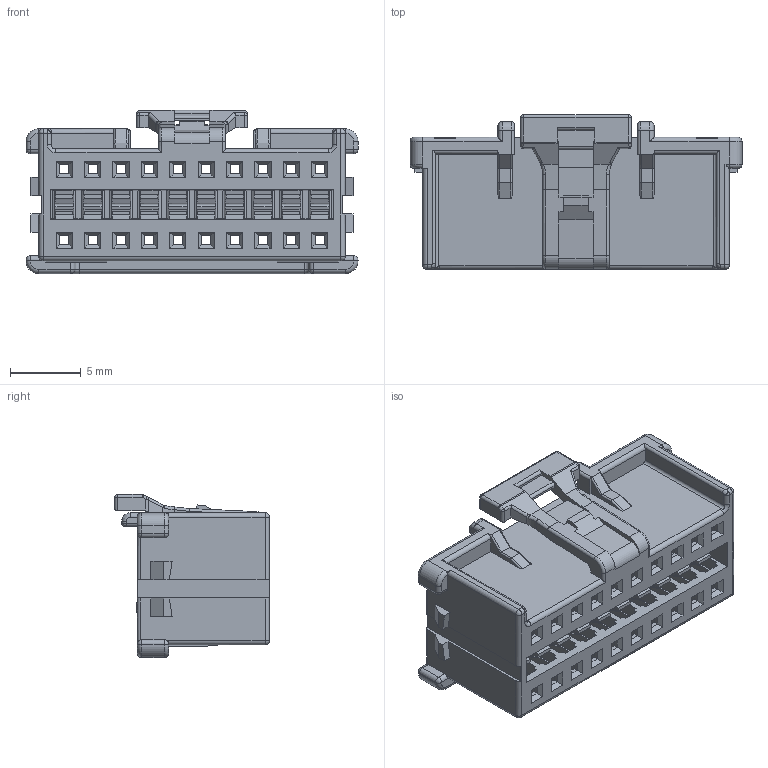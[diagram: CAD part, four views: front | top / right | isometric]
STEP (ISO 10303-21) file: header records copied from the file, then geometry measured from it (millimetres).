
FILE_DESCRIPTION( ('This file contains a STEP AP42 implementation' ,'as created by ZW3D STEP Interface translator.') ,'2;1' );
FILE_NAME( 'WF2007-2H10W01.stp' ,'24 1 3.1343 3', (''), ('ZWCAD Software Co.'), 'Version 1.0', 'ZW3D to STEP translator', '' );
FILE_SCHEMA(('AUTOMOTIVE_DESIGN { 1 0 10303 214 1 1 1 1 }'));
Length unit declared in the file: millimetre
Products named in the file (2): 0; WF2007-2H10W01
Bounding box: 23.4 x 10.9 x 11.5 mm (x, y, z)
Volume: 863.7 mm3; surface area: 2989.8 mm2
Topology: 1 solids, 1 shells, 2189 faces, 5960 edges, 3786 vertices
Faces by surface type: plane 1978, cylinder 161, sphere 24, torus 16, bspline 10
Entity records: 70624 total; most frequent: CARTESIAN_POINT 13710, ORIENTED_EDGE 11920, DIRECTION 10266, EDGE_CURVE 5960, VECTOR 5456, LINE 5456, VERTEX_POINT 3786, AXIS2_PLACEMENT_3D 2405
